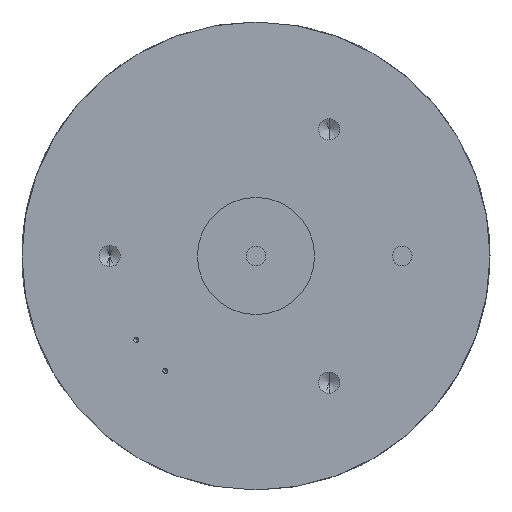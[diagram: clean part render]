
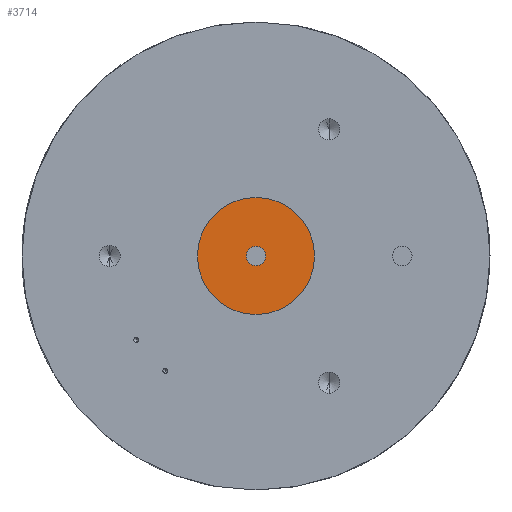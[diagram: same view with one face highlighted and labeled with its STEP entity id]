
A CAD part, front view. The second image highlights one B-rep face of the part: STEP entity #3714.
In plain terms, the highlighted planar face has unit normal (0, -1, 0).
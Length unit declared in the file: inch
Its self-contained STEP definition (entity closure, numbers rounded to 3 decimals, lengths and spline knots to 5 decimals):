
#262 = ORIENTED_EDGE ( 'NONE', *, *, #8015, .F. ) ;
#347 = CARTESIAN_POINT ( 'NONE',  ( -0.05847, -1.80613, -0.24553 ) ) ;
#640 = CARTESIAN_POINT ( 'NONE',  ( -0.05847, -1.80613, -0.18278 ) ) ;
#1034 = DIRECTION ( 'NONE',  ( 0., 0., 1. ) ) ;
#1262 = AXIS2_PLACEMENT_3D ( 'NONE', #4994, #6395, #3724 ) ;
#1429 = ORIENTED_EDGE ( 'NONE', *, *, #1437, .T. ) ;
#1437 = EDGE_CURVE ( 'NONE', #3370, #3208, #5661, .T. ) ;
#1732 = EDGE_LOOP ( 'NONE', ( #4445, #1429 ) ) ;
#1743 = FACE_OUTER_BOUND ( 'NONE', #3249, .T. ) ;
#1789 = DIRECTION ( 'NONE',  ( 0., 1., 0. ) ) ;
#2920 = CARTESIAN_POINT ( 'NONE',  ( -0.05847, -1.80613, -0.24553 ) ) ;
#2986 = DIRECTION ( 'NONE',  ( 0., 1., 0. ) ) ;
#3023 = CARTESIAN_POINT ( 'NONE',  ( -0.05847, -1.80613, 0.12947 ) ) ;
#3208 = VERTEX_POINT ( 'NONE', #5091 ) ;
#3249 = EDGE_LOOP ( 'NONE', ( #262, #7820 ) ) ;
#3255 = FACE_BOUND ( 'NONE', #1732, .T. ) ;
#3370 = VERTEX_POINT ( 'NONE', #640 ) ;
#3583 = DIRECTION ( 'NONE',  ( 0., 0., 1. ) ) ;
#3714 = ADVANCED_FACE ( 'NONE', ( #3255, #1743 ), #7725, .F. ) ;
#3724 = DIRECTION ( 'NONE',  ( 0., 0., 1. ) ) ;
#4052 = AXIS2_PLACEMENT_3D ( 'NONE', #347, #4999, #1034 ) ;
#4440 = CARTESIAN_POINT ( 'NONE',  ( -0.05847, -1.80613, -0.62053 ) ) ;
#4445 = ORIENTED_EDGE ( 'NONE', *, *, #5718, .T. ) ;
#4491 = CIRCLE ( 'NONE', #8323, 0.375 ) ;
#4894 = AXIS2_PLACEMENT_3D ( 'NONE', #5739, #1789, #6425 ) ;
#4913 = EDGE_CURVE ( 'NONE', #5803, #7053, #4491, .T. ) ;
#4994 = CARTESIAN_POINT ( 'NONE',  ( -0.05847, -1.80613, -0.24553 ) ) ;
#4999 = DIRECTION ( 'NONE',  ( 0., 1., 0. ) ) ;
#5091 = CARTESIAN_POINT ( 'NONE',  ( -0.05847, -1.80613, -0.30828 ) ) ;
#5661 = CIRCLE ( 'NONE', #1262, 0.06275 ) ;
#5718 = EDGE_CURVE ( 'NONE', #3208, #3370, #5973, .T. ) ;
#5739 = CARTESIAN_POINT ( 'NONE',  ( -0.05847, -1.80613, -0.24553 ) ) ;
#5803 = VERTEX_POINT ( 'NONE', #3023 ) ;
#5940 = AXIS2_PLACEMENT_3D ( 'NONE', #7033, #2986, #7695 ) ;
#5973 = CIRCLE ( 'NONE', #5940, 0.06275 ) ;
#6275 = CIRCLE ( 'NONE', #4052, 0.375 ) ;
#6395 = DIRECTION ( 'NONE',  ( 0., 1., 0. ) ) ;
#6425 = DIRECTION ( 'NONE',  ( 0., 0., 1. ) ) ;
#7033 = CARTESIAN_POINT ( 'NONE',  ( -0.05847, -1.80613, -0.24553 ) ) ;
#7053 = VERTEX_POINT ( 'NONE', #4440 ) ;
#7622 = DIRECTION ( 'NONE',  ( 0., 1., 0. ) ) ;
#7695 = DIRECTION ( 'NONE',  ( 0., 0., 1. ) ) ;
#7725 = PLANE ( 'NONE',  #4894 ) ;
#7820 = ORIENTED_EDGE ( 'NONE', *, *, #4913, .F. ) ;
#8015 = EDGE_CURVE ( 'NONE', #7053, #5803, #6275, .T. ) ;
#8323 = AXIS2_PLACEMENT_3D ( 'NONE', #2920, #7622, #3583 ) ;
